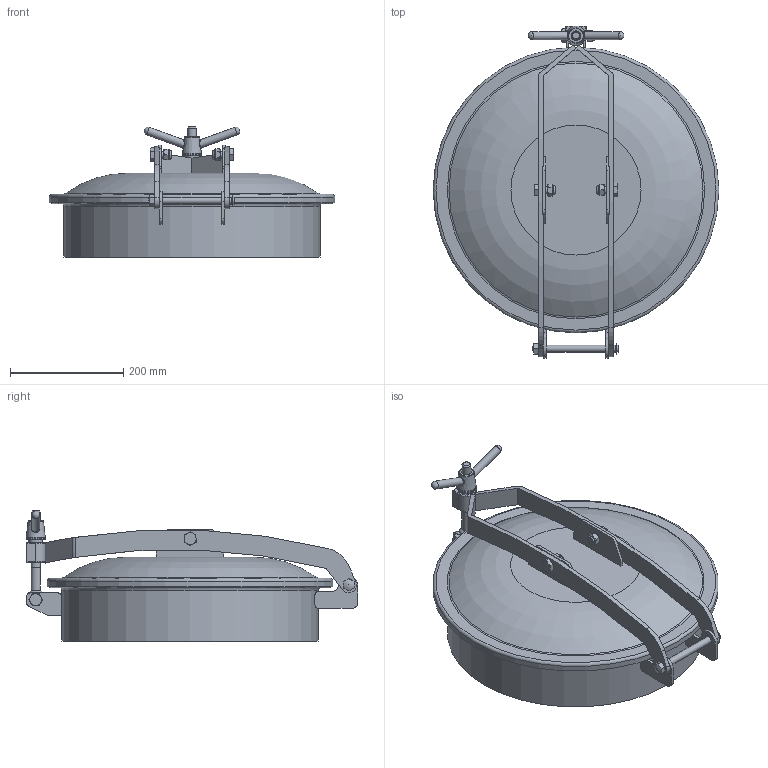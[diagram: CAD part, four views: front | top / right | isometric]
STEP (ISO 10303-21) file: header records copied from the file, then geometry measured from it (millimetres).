
FILE_DESCRIPTION(/* description */ ('Unknown'),/* implementation_level */ '2;1');
FILE_NAME(/* name */ 'FA65E3000 MOD T_450 rev 01',/* time_stamp */ '2016-07-01T17:05:06+02:00',/* author */ ('Unknown'),/* organization */ ('Unknown'),/* preprocessor_version */ 'ST-DEVELOPER v16',/* originating_system */ 'DEX',/* authorisation */ $);
FILE_SCHEMA (('AUTOMOTIVE_DESIGN {1 0 10303 214 3 1 1}'));
Length unit declared in the file: millimetre
Products named in the file (21): FA65E3000 MOD T_450 rev 01; 7TA6500-2 rev 0; 8AL26-29 rev 01; 81060 rev 02; 81069 rev 01; 9638 assieme; 95421; 97052 rev 04; 95031; 7CA6500 rev 01; 8AS203 rev 02; 81004 rev 01; 95030; 71036 rev 01; 8P116 rev 01; 97280; 8P116 rev 01_mir; 95209; 91014 rev 05; 94031 rev 0; 93011 rev 02
Assembly tree (26 placements, depth 3):
  FA65E3000 MOD T_450 rev 01
    7TA6500-2 rev 0
      8AL26-29 rev 01
      81060 rev 02  x2
      81069 rev 01  x2
    9638 assieme
    95421
    97052 rev 04
    95031
    7CA6500 rev 01
      8AS203 rev 02
      81004 rev 01  x2
    95030  x2
    71036 rev 01
      8P116 rev 01
      97280
      8P116 rev 01_mir
    95209  x3
    91014 rev 05
    94031 rev 0
    93011 rev 02
Bounding box: 505.53 x 587.17 x 230 mm (x, y, z)
Volume: 1892589.3 mm3; surface area: 1137969.4 mm2
Topology: 23 solids, 23 shells, 384 faces, 913 edges, 568 vertices
Faces by surface type: plane 162, cylinder 121, cone 48, torus 28, sphere 17, bspline 8
Full cylindrical faces by diameter (mm): 10 x1, 10.106 x3, 12 x5, 12.5 x11, 13.835 x1, 14 x2, 16 x2, 24 x1, 25 x2, 34 x1, 448 x1, 454 x1, 484 x1, 490 x2, 499 x1, 501.529 x1, 505.529 x1
Entity records: 12228 total; most frequent: CARTESIAN_POINT 4652, DIRECTION 1461, ORIENTED_EDGE 1180, AXIS2_PLACEMENT_3D 609, EDGE_CURVE 590, EDGE_LOOP 423, FACE_BOUND 423, VERTEX_POINT 411
